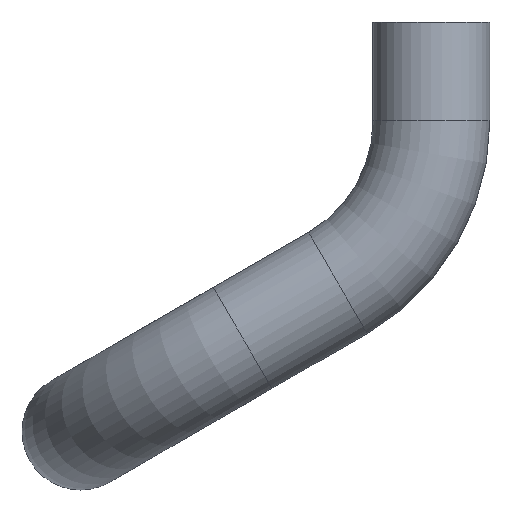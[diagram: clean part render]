
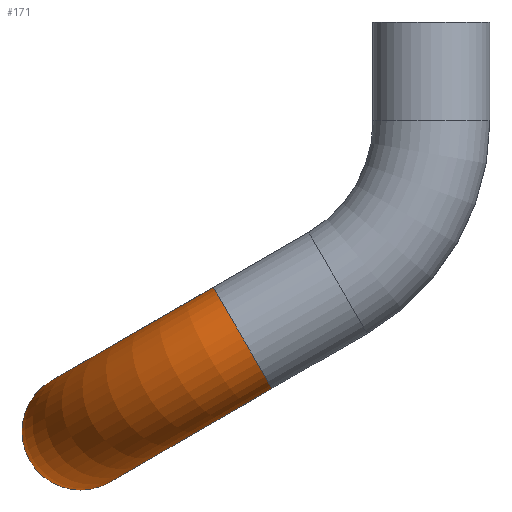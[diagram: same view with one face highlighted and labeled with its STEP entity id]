
A CAD part, left-side view. The second image highlights one B-rep face of the part: STEP entity #171.
In plain terms, the highlighted toroidal (fillet/blend) face has major radius 32 mm and minor radius 10 mm.
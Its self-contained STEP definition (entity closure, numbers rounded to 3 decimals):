
#25=TOROIDAL_SURFACE('',#204,32.,10.);
#38=ORIENTED_EDGE('',*,*,#62,.T.);
#39=ORIENTED_EDGE('',*,*,#63,.F.);
#62=EDGE_CURVE('',#76,#76,#92,.T.);
#63=EDGE_CURVE('',#77,#77,#93,.T.);
#76=VERTEX_POINT('',#298);
#77=VERTEX_POINT('',#301);
#92=CIRCLE('',#203,10.);
#93=CIRCLE('',#205,10.);
#110=EDGE_LOOP('',(#38));
#111=EDGE_LOOP('',(#39));
#138=FACE_BOUND('',#110,.T.);
#139=FACE_BOUND('',#111,.T.);
#171=ADVANCED_FACE('',(#138,#139),#25,.T.);
#203=AXIS2_PLACEMENT_3D('',#297,#242,#243);
#204=AXIS2_PLACEMENT_3D('',#299,#244,#245);
#205=AXIS2_PLACEMENT_3D('',#300,#246,#247);
#242=DIRECTION('',(0.,0.866,-0.5));
#243=DIRECTION('',(-1.,0.,0.));
#244=DIRECTION('',(0.,-0.5,-0.866));
#245=DIRECTION('',(0.,0.866,-0.5));
#246=DIRECTION('',(1.,0.,0.));
#247=DIRECTION('',(0.,0.866,-0.5));
#297=CARTESIAN_POINT('',(0.,32.287,-37.116));
#298=CARTESIAN_POINT('',(-10.,32.287,-37.116));
#299=CARTESIAN_POINT('',(32.,32.287,-37.116));
#300=CARTESIAN_POINT('',(32.,60.,-53.116));
#301=CARTESIAN_POINT('',(32.,68.66,-58.116));
